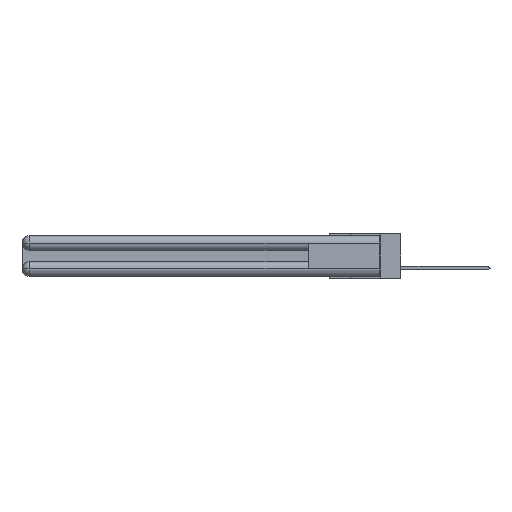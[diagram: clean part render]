
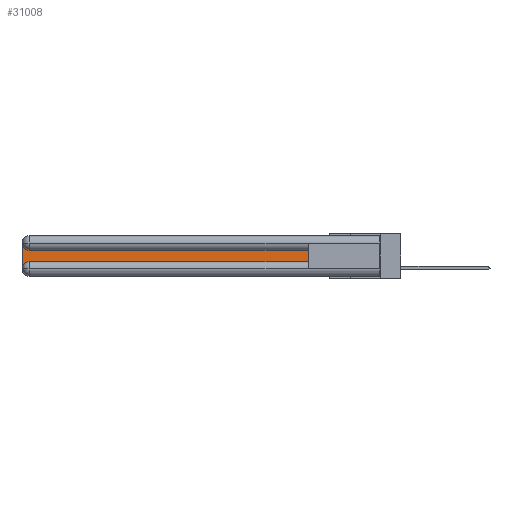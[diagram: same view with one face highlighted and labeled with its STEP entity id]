
A CAD part, left-side view. The second image highlights one B-rep face of the part: STEP entity #31008.
In plain terms, the highlighted planar face has unit normal (-1, 0, 0).
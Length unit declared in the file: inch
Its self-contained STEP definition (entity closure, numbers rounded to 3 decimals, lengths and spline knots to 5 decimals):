
#1060 = AXIS2_PLACEMENT_3D ( 'NONE', #15634, #28515, #26011 ) ;
#1064 = VERTEX_POINT ( 'NONE', #8024 ) ;
#1185 = CARTESIAN_POINT ( 'NONE',  ( 0.075, 0.6, -0.1225 ) ) ;
#2056 = EDGE_CURVE ( 'NONE', #1064, #29900, #11260, .T. ) ;
#2285 = CIRCLE ( 'NONE', #27107, 0.06 ) ;
#2380 = CARTESIAN_POINT ( 'NONE',  ( 0.075, 0.6, -0.1225 ) ) ;
#3384 = ORIENTED_EDGE ( 'NONE', *, *, #9421, .T. ) ;
#3400 = VECTOR ( 'NONE', #30390, 39.37008 ) ;
#3410 = CARTESIAN_POINT ( 'NONE',  ( 0.075, 0.6, -0.2175 ) ) ;
#5587 = EDGE_CURVE ( 'NONE', #29347, #1064, #18579, .T. ) ;
#5932 = CARTESIAN_POINT ( 'NONE',  ( 0.075, 0.6, -0.2175 ) ) ;
#6373 = LINE ( 'NONE', #5932, #30815 ) ;
#6535 = EDGE_CURVE ( 'NONE', #29900, #23569, #21872, .T. ) ;
#6715 = CARTESIAN_POINT ( 'NONE',  ( 0.075, 0.6, -0.2175 ) ) ;
#6758 = ORIENTED_EDGE ( 'NONE', *, *, #2056, .T. ) ;
#8024 = CARTESIAN_POINT ( 'NONE',  ( 0.075, 2.94, -0.1225 ) ) ;
#8280 = DIRECTION ( 'NONE',  ( 1., 0., 0. ) ) ;
#9421 = EDGE_CURVE ( 'NONE', #29462, #32585, #15253, .T. ) ;
#9709 = CARTESIAN_POINT ( 'NONE',  ( 0.075, 2.94, -0.2775 ) ) ;
#9741 = AXIS2_PLACEMENT_3D ( 'NONE', #21051, #8280, #26174 ) ;
#9827 = EDGE_CURVE ( 'NONE', #32585, #29347, #6373, .T. ) ;
#10447 = VECTOR ( 'NONE', #19001, 39.37008 ) ;
#10500 = CARTESIAN_POINT ( 'NONE',  ( 0.075, 3., -0.0625 ) ) ;
#11260 = CIRCLE ( 'NONE', #1060, 0.06 ) ;
#13690 = ORIENTED_EDGE ( 'NONE', *, *, #6535, .T. ) ;
#14189 = ORIENTED_EDGE ( 'NONE', *, *, #5587, .T. ) ;
#14408 = DIRECTION ( 'NONE',  ( 1., 0., 0. ) ) ;
#14415 = CARTESIAN_POINT ( 'NONE',  ( 0.075, 2.94, -0.2175 ) ) ;
#14452 = ORIENTED_EDGE ( 'NONE', *, *, #9827, .T. ) ;
#15253 = LINE ( 'NONE', #3410, #10447 ) ;
#15634 = CARTESIAN_POINT ( 'NONE',  ( 0.075, 2.94, -0.0625 ) ) ;
#15723 = CARTESIAN_POINT ( 'NONE',  ( 0.075, 3., -0.2775 ) ) ;
#18517 = EDGE_LOOP ( 'NONE', ( #14189, #6758, #13690, #25265, #3384, #14452 ) ) ;
#18579 = LINE ( 'NONE', #2380, #28584 ) ;
#19001 = DIRECTION ( 'NONE',  ( 0., -1., 0. ) ) ;
#21051 = CARTESIAN_POINT ( 'NONE',  ( 0.075, 3., -0.1225 ) ) ;
#21872 = LINE ( 'NONE', #32856, #3400 ) ;
#23085 = DIRECTION ( 'NONE',  ( 0., 1., 0. ) ) ;
#23502 = PLANE ( 'NONE',  #9741 ) ;
#23569 = VERTEX_POINT ( 'NONE', #15723 ) ;
#24175 = DIRECTION ( 'NONE',  ( 0., 0., 1. ) ) ;
#25265 = ORIENTED_EDGE ( 'NONE', *, *, #33193, .T. ) ;
#26011 = DIRECTION ( 'NONE',  ( 0., 0., -1. ) ) ;
#26174 = DIRECTION ( 'NONE',  ( 0., 0., -1. ) ) ;
#27107 = AXIS2_PLACEMENT_3D ( 'NONE', #9709, #14408, #29956 ) ;
#27674 = FACE_OUTER_BOUND ( 'NONE', #18517, .T. ) ;
#28515 = DIRECTION ( 'NONE',  ( 1., 0., 0. ) ) ;
#28584 = VECTOR ( 'NONE', #23085, 39.37008 ) ;
#29347 = VERTEX_POINT ( 'NONE', #1185 ) ;
#29462 = VERTEX_POINT ( 'NONE', #14415 ) ;
#29900 = VERTEX_POINT ( 'NONE', #10500 ) ;
#29956 = DIRECTION ( 'NONE',  ( 0., 0., -1. ) ) ;
#30390 = DIRECTION ( 'NONE',  ( 0., 0., -1. ) ) ;
#30815 = VECTOR ( 'NONE', #24175, 39.37008 ) ;
#31008 = ADVANCED_FACE ( 'NONE', ( #27674 ), #23502, .F. ) ;
#32585 = VERTEX_POINT ( 'NONE', #6715 ) ;
#32856 = CARTESIAN_POINT ( 'NONE',  ( 0.075, 3., -0.2175 ) ) ;
#33193 = EDGE_CURVE ( 'NONE', #23569, #29462, #2285, .T. ) ;
